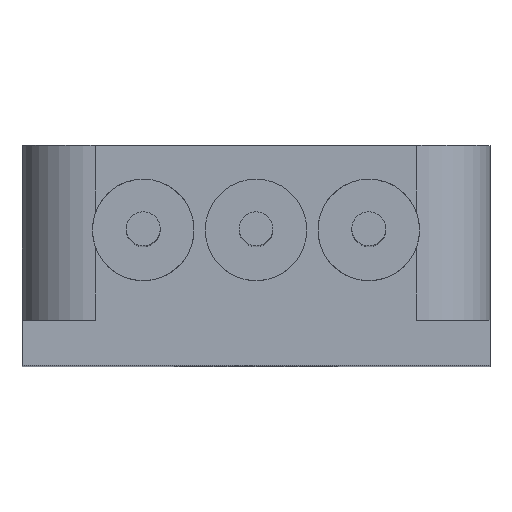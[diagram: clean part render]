
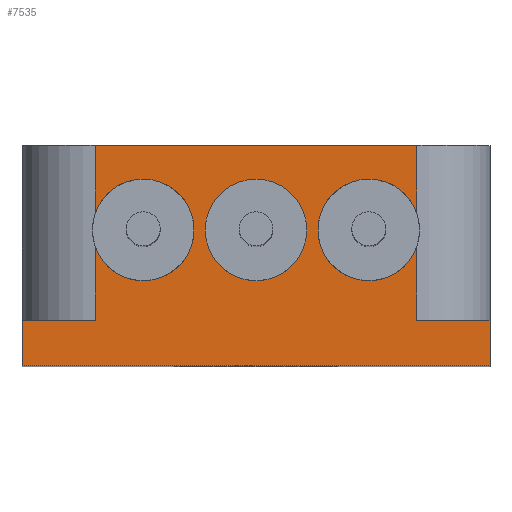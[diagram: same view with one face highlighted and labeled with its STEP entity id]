
A CAD part, top view. The second image highlights one B-rep face of the part: STEP entity #7535.
In plain terms, the highlighted planar face has unit normal (0, 0, 1).
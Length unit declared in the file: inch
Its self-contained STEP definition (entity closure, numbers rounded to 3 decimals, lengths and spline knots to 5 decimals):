
#44 = VERTEX_POINT ( 'NONE', #3700 ) ;
#48 = DIRECTION ( 'NONE',  ( 0., 0., 1. ) ) ;
#88 = EDGE_CURVE ( 'NONE', #2002, #5756, #5551, .T. ) ;
#171 = DIRECTION ( 'NONE',  ( 1., 0., 0. ) ) ;
#258 = CARTESIAN_POINT ( 'NONE',  ( -0.1425, 0.195, 0.3275 ) ) ;
#293 = CARTESIAN_POINT ( 'NONE',  ( -0.1425, 0.195, 0.3275 ) ) ;
#452 = AXIS2_PLACEMENT_3D ( 'NONE', #2310, #2947, #8117 ) ;
#644 = VECTOR ( 'NONE', #6147, 39.37008 ) ;
#658 = ORIENTED_EDGE ( 'NONE', *, *, #3443, .F. ) ;
#782 = DIRECTION ( 'NONE',  ( -1., 0., 0. ) ) ;
#811 = ORIENTED_EDGE ( 'NONE', *, *, #5507, .T. ) ;
#915 = CARTESIAN_POINT ( 'NONE',  ( 0.1425, 0.10521, 0.3275 ) ) ;
#917 = CARTESIAN_POINT ( 'NONE',  ( -0.2075, 0., 0.3275 ) ) ;
#948 = ORIENTED_EDGE ( 'NONE', *, *, #7941, .F. ) ;
#979 = CARTESIAN_POINT ( 'NONE',  ( -0.2075, 0.04, 0.3275 ) ) ;
#1033 = EDGE_CURVE ( 'NONE', #1135, #3689, #5467, .T. ) ;
#1091 = LINE ( 'NONE', #6883, #8559 ) ;
#1135 = VERTEX_POINT ( 'NONE', #917 ) ;
#1145 = VERTEX_POINT ( 'NONE', #6586 ) ;
#1226 = VECTOR ( 'NONE', #8185, 39.37008 ) ;
#1303 = ORIENTED_EDGE ( 'NONE', *, *, #7643, .T. ) ;
#1313 = CARTESIAN_POINT ( 'NONE',  ( -0.045, 0.12, 0.3275 ) ) ;
#1599 = AXIS2_PLACEMENT_3D ( 'NONE', #7684, #9175, #1954 ) ;
#1650 = DIRECTION ( 'NONE',  ( 0., 0., 1. ) ) ;
#1656 = LINE ( 'NONE', #6414, #4848 ) ;
#1737 = ORIENTED_EDGE ( 'NONE', *, *, #7828, .F. ) ;
#1786 = VECTOR ( 'NONE', #8108, 39.37008 ) ;
#1944 = CARTESIAN_POINT ( 'NONE',  ( 0.045, 0.12, 0.3275 ) ) ;
#1954 = DIRECTION ( 'NONE',  ( 1., 0., 0. ) ) ;
#1986 = CARTESIAN_POINT ( 'NONE',  ( -0.1425, 0.195, 0.3275 ) ) ;
#2002 = VERTEX_POINT ( 'NONE', #3418 ) ;
#2070 = VERTEX_POINT ( 'NONE', #5674 ) ;
#2093 = DIRECTION ( 'NONE',  ( 0., -1., 0. ) ) ;
#2250 = DIRECTION ( 'NONE',  ( 0., 0., 1. ) ) ;
#2279 = DIRECTION ( 'NONE',  ( 0., -1., 0. ) ) ;
#2310 = CARTESIAN_POINT ( 'NONE',  ( -0.1, 0.12, 0.3275 ) ) ;
#2356 = EDGE_CURVE ( 'NONE', #5090, #2801, #2608, .T. ) ;
#2364 = ORIENTED_EDGE ( 'NONE', *, *, #4594, .F. ) ;
#2404 = CARTESIAN_POINT ( 'NONE',  ( -0.1425, 0.195, 0.3275 ) ) ;
#2569 = VERTEX_POINT ( 'NONE', #258 ) ;
#2608 = CIRCLE ( 'NONE', #8029, 0.045 ) ;
#2611 = EDGE_CURVE ( 'NONE', #2801, #5090, #7452, .T. ) ;
#2713 = AXIS2_PLACEMENT_3D ( 'NONE', #2983, #2250, #2916 ) ;
#2728 = VECTOR ( 'NONE', #4961, 39.37008 ) ;
#2801 = VERTEX_POINT ( 'NONE', #1313 ) ;
#2838 = AXIS2_PLACEMENT_3D ( 'NONE', #8864, #6054, #6702 ) ;
#2873 = ORIENTED_EDGE ( 'NONE', *, *, #8188, .F. ) ;
#2916 = DIRECTION ( 'NONE',  ( 1., 0., 0. ) ) ;
#2947 = DIRECTION ( 'NONE',  ( 0., 0., 1. ) ) ;
#2983 = CARTESIAN_POINT ( 'NONE',  ( 0.1, 0.12, 0.3275 ) ) ;
#3026 = DIRECTION ( 'NONE',  ( 0., -1., 0. ) ) ;
#3048 = LINE ( 'NONE', #8871, #1786 ) ;
#3303 = ORIENTED_EDGE ( 'NONE', *, *, #2356, .F. ) ;
#3345 = CARTESIAN_POINT ( 'NONE',  ( 0.1425, 0.195, 0.3275 ) ) ;
#3418 = CARTESIAN_POINT ( 'NONE',  ( 0.1425, 0.04, 0.3275 ) ) ;
#3443 = EDGE_CURVE ( 'NONE', #8288, #44, #3048, .T. ) ;
#3529 = VERTEX_POINT ( 'NONE', #8243 ) ;
#3647 = LINE ( 'NONE', #2404, #1226 ) ;
#3689 = VERTEX_POINT ( 'NONE', #6933 ) ;
#3700 = CARTESIAN_POINT ( 'NONE',  ( 0.1425, 0.13479, 0.3275 ) ) ;
#3728 = FACE_OUTER_BOUND ( 'NONE', #4490, .T. ) ;
#3746 = EDGE_CURVE ( 'NONE', #1145, #1135, #6301, .T. ) ;
#3793 = PLANE ( 'NONE',  #8579 ) ;
#3853 = DIRECTION ( 'NONE',  ( 1., 0., 0. ) ) ;
#3892 = CARTESIAN_POINT ( 'NONE',  ( -0.1, 0.12, 0.3275 ) ) ;
#3973 = VERTEX_POINT ( 'NONE', #8035 ) ;
#3986 = CIRCLE ( 'NONE', #8341, 0.045 ) ;
#4129 = ORIENTED_EDGE ( 'NONE', *, *, #3746, .T. ) ;
#4465 = EDGE_CURVE ( 'NONE', #9315, #2002, #1656, .T. ) ;
#4490 = EDGE_LOOP ( 'NONE', ( #1737, #658, #5931, #1303, #2364, #5228, #811, #2873, #4129, #5381, #5305, #5823, #9102, #948 ) ) ;
#4512 = EDGE_CURVE ( 'NONE', #5756, #3689, #6415, .T. ) ;
#4594 = EDGE_CURVE ( 'NONE', #3529, #5816, #9361, .T. ) ;
#4642 = FACE_BOUND ( 'NONE', #7730, .T. ) ;
#4696 = EDGE_CURVE ( 'NONE', #2569, #8288, #3647, .T. ) ;
#4848 = VECTOR ( 'NONE', #5942, 39.37008 ) ;
#4875 = CARTESIAN_POINT ( 'NONE',  ( -0.1425, 0.04, 0.3275 ) ) ;
#4932 = CARTESIAN_POINT ( 'NONE',  ( -0.2075, 0.04, 0.3275 ) ) ;
#4961 = DIRECTION ( 'NONE',  ( 0., -1., 0. ) ) ;
#5090 = VERTEX_POINT ( 'NONE', #1944 ) ;
#5222 = VECTOR ( 'NONE', #3853, 39.37008 ) ;
#5228 = ORIENTED_EDGE ( 'NONE', *, *, #5388, .F. ) ;
#5233 = CARTESIAN_POINT ( 'NONE',  ( 0.2075, 0.04, 0.3275 ) ) ;
#5283 = DIRECTION ( 'NONE',  ( 1., 0., 0. ) ) ;
#5305 = ORIENTED_EDGE ( 'NONE', *, *, #4512, .F. ) ;
#5381 = ORIENTED_EDGE ( 'NONE', *, *, #1033, .T. ) ;
#5388 = EDGE_CURVE ( 'NONE', #3973, #3529, #3986, .T. ) ;
#5395 = CARTESIAN_POINT ( 'NONE',  ( -0.1425, 0.13479, 0.3275 ) ) ;
#5467 = LINE ( 'NONE', #5956, #6470 ) ;
#5507 = EDGE_CURVE ( 'NONE', #3973, #6423, #7344, .T. ) ;
#5551 = LINE ( 'NONE', #979, #5222 ) ;
#5674 = CARTESIAN_POINT ( 'NONE',  ( 0.055, 0.12, 0.3275 ) ) ;
#5756 = VERTEX_POINT ( 'NONE', #8925 ) ;
#5816 = VERTEX_POINT ( 'NONE', #5395 ) ;
#5823 = ORIENTED_EDGE ( 'NONE', *, *, #88, .F. ) ;
#5931 = ORIENTED_EDGE ( 'NONE', *, *, #4696, .F. ) ;
#5942 = DIRECTION ( 'NONE',  ( 0., -1., 0. ) ) ;
#5956 = CARTESIAN_POINT ( 'NONE',  ( -0.2075, 0., 0.3275 ) ) ;
#6054 = DIRECTION ( 'NONE',  ( 0., 0., 1. ) ) ;
#6147 = DIRECTION ( 'NONE',  ( 0., -1., 0. ) ) ;
#6203 = VECTOR ( 'NONE', #2093, 39.37008 ) ;
#6301 = LINE ( 'NONE', #4932, #6203 ) ;
#6414 = CARTESIAN_POINT ( 'NONE',  ( 0.1425, 0.195, 0.3275 ) ) ;
#6415 = LINE ( 'NONE', #5233, #6528 ) ;
#6423 = VERTEX_POINT ( 'NONE', #4875 ) ;
#6470 = VECTOR ( 'NONE', #171, 39.37008 ) ;
#6528 = VECTOR ( 'NONE', #2279, 39.37008 ) ;
#6586 = CARTESIAN_POINT ( 'NONE',  ( -0.2075, 0.04, 0.3275 ) ) ;
#6611 = CARTESIAN_POINT ( 'NONE',  ( -0.2075, 0.04, 0.3275 ) ) ;
#6702 = DIRECTION ( 'NONE',  ( -1., 0., 0. ) ) ;
#6872 = ORIENTED_EDGE ( 'NONE', *, *, #2611, .F. ) ;
#6883 = CARTESIAN_POINT ( 'NONE',  ( -0.2075, 0.04, 0.3275 ) ) ;
#6933 = CARTESIAN_POINT ( 'NONE',  ( 0.2075, 0., 0.3275 ) ) ;
#7344 = LINE ( 'NONE', #1986, #2728 ) ;
#7397 = DIRECTION ( 'NONE',  ( 0., 0., -1. ) ) ;
#7452 = CIRCLE ( 'NONE', #2838, 0.045 ) ;
#7535 = ADVANCED_FACE ( 'NONE', ( #3728, #4642 ), #3793, .F. ) ;
#7643 = EDGE_CURVE ( 'NONE', #2569, #5816, #7656, .T. ) ;
#7656 = LINE ( 'NONE', #293, #644 ) ;
#7684 = CARTESIAN_POINT ( 'NONE',  ( 0.1, 0.12, 0.3275 ) ) ;
#7730 = EDGE_LOOP ( 'NONE', ( #6872, #3303 ) ) ;
#7828 = EDGE_CURVE ( 'NONE', #44, #2070, #8677, .T. ) ;
#7879 = CIRCLE ( 'NONE', #2713, 0.045 ) ;
#7941 = EDGE_CURVE ( 'NONE', #2070, #9315, #7879, .T. ) ;
#8019 = CARTESIAN_POINT ( 'NONE',  ( 0., 0.12, 0.3275 ) ) ;
#8029 = AXIS2_PLACEMENT_3D ( 'NONE', #8019, #48, #782 ) ;
#8035 = CARTESIAN_POINT ( 'NONE',  ( -0.1425, 0.10521, 0.3275 ) ) ;
#8108 = DIRECTION ( 'NONE',  ( 0., -1., 0. ) ) ;
#8117 = DIRECTION ( 'NONE',  ( 1., 0., 0. ) ) ;
#8185 = DIRECTION ( 'NONE',  ( 1., 0., 0. ) ) ;
#8188 = EDGE_CURVE ( 'NONE', #1145, #6423, #1091, .T. ) ;
#8243 = CARTESIAN_POINT ( 'NONE',  ( -0.055, 0.12, 0.3275 ) ) ;
#8259 = DIRECTION ( 'NONE',  ( 1., 0., 0. ) ) ;
#8288 = VERTEX_POINT ( 'NONE', #3345 ) ;
#8341 = AXIS2_PLACEMENT_3D ( 'NONE', #3892, #1650, #5283 ) ;
#8559 = VECTOR ( 'NONE', #8259, 39.37008 ) ;
#8579 = AXIS2_PLACEMENT_3D ( 'NONE', #6611, #7397, #3026 ) ;
#8677 = CIRCLE ( 'NONE', #1599, 0.045 ) ;
#8864 = CARTESIAN_POINT ( 'NONE',  ( 0., 0.12, 0.3275 ) ) ;
#8871 = CARTESIAN_POINT ( 'NONE',  ( 0.1425, 0.195, 0.3275 ) ) ;
#8925 = CARTESIAN_POINT ( 'NONE',  ( 0.2075, 0.04, 0.3275 ) ) ;
#9102 = ORIENTED_EDGE ( 'NONE', *, *, #4465, .F. ) ;
#9175 = DIRECTION ( 'NONE',  ( 0., 0., 1. ) ) ;
#9315 = VERTEX_POINT ( 'NONE', #915 ) ;
#9361 = CIRCLE ( 'NONE', #452, 0.045 ) ;
